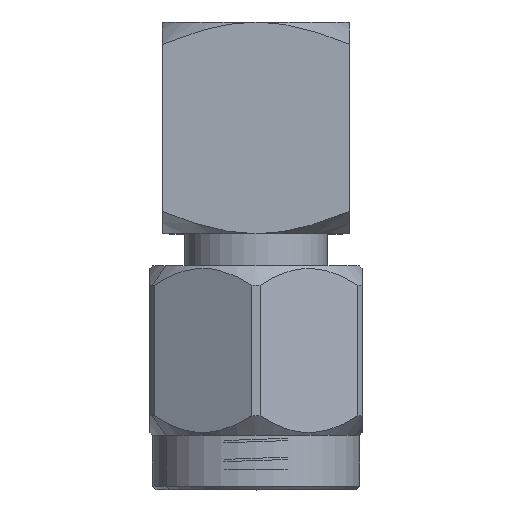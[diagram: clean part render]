
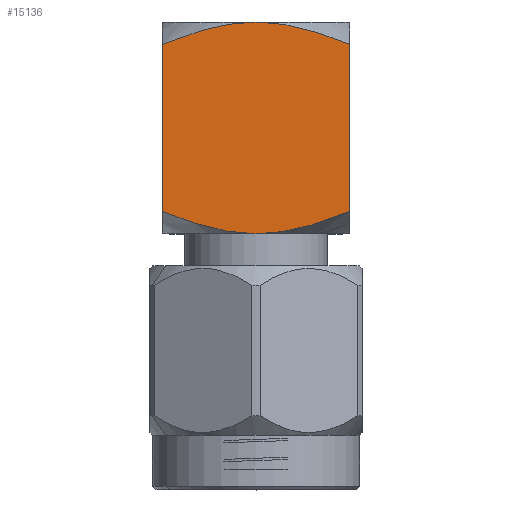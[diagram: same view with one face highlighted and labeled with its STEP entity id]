
A CAD part, top view. The second image highlights one B-rep face of the part: STEP entity #15136.
In plain terms, the highlighted face is planar.
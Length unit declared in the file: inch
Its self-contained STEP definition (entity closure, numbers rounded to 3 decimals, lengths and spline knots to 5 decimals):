
#30 = VECTOR ( 'NONE', #3608, 39.37008 ) ;
#152 = CARTESIAN_POINT ( 'NONE',  ( -0.1378, -0.17323, 0. ) ) ;
#229 = CARTESIAN_POINT ( 'NONE',  ( -0.1378, -0.14927, 0.11576 ) ) ;
#403 = ORIENTED_EDGE ( 'NONE', *, *, #10463, .F. ) ;
#905 = CARTESIAN_POINT ( 'NONE',  ( -0.1378, -0.17323, 0. ) ) ;
#1392 = VERTEX_POINT ( 'NONE', #16612 ) ;
#1489 = VERTEX_POINT ( 'NONE', #6972 ) ;
#1714 = CARTESIAN_POINT ( 'NONE',  ( -0.1378, 0.11481, 0.11576 ) ) ;
#1731 = EDGE_CURVE ( 'NONE', #7639, #1392, #7427, .T. ) ;
#1969 = CARTESIAN_POINT ( 'NONE',  ( -0.1378, 0.13877, 0.0239 ) ) ;
#2002 = EDGE_LOOP ( 'NONE', ( #11452, #3372, #12491, #6740, #8300, #403 ) ) ;
#2118 = CARTESIAN_POINT ( 'NONE',  ( -0.1378, 0.12297, -0.09331 ) ) ;
#2218 = CARTESIAN_POINT ( 'NONE',  ( -0.1378, 0.13446, -0.04737 ) ) ;
#2343 = CARTESIAN_POINT ( 'NONE',  ( -0.1378, -0.17231, -0.02387 ) ) ;
#2533 = AXIS2_PLACEMENT_3D ( 'NONE', #8450, #12152, #12233 ) ;
#2607 = CARTESIAN_POINT ( 'NONE',  ( -0.1378, -0.16952, 0.04722 ) ) ;
#2612 = B_SPLINE_CURVE_WITH_KNOTS ( 'NONE', 3,
 ( #13748, #14941, #2118, #8507, #2218, #7344, #13657, #4802 ),
 .UNSPECIFIED., .F., .F.,
 ( 4, 2, 2, 4 ),
 ( 0.00392, 0.00573, 0.00663, 0.00753 ),
 .UNSPECIFIED. ) ;
#2852 = CARTESIAN_POINT ( 'NONE',  ( -0.1378, -0.14028, 0.1378 ) ) ;
#3372 = ORIENTED_EDGE ( 'NONE', *, *, #6616, .F. ) ;
#3608 = DIRECTION ( 'NONE',  ( 0., -1., 0. ) ) ;
#3691 = B_SPLINE_CURVE_WITH_KNOTS ( 'NONE', 3,
 ( #905, #14990, #2343, #8803, #12599, #5012, #11175, #16510 ),
 .UNSPECIFIED., .F., .F.,
 ( 4, 2, 2, 4 ),
 ( 0.01271, 0.0136, 0.0145, 0.01629 ),
 .UNSPECIFIED. ) ;
#4105 = CARTESIAN_POINT ( 'NONE',  ( -0.1378, -0.14028, 0.1378 ) ) ;
#4802 = CARTESIAN_POINT ( 'NONE',  ( -0.1378, 0.13877, 0. ) ) ;
#5012 = CARTESIAN_POINT ( 'NONE',  ( -0.1378, -0.15743, -0.09331 ) ) ;
#5745 = EDGE_CURVE ( 'NONE', #14580, #7639, #2612, .T. ) ;
#5753 = CARTESIAN_POINT ( 'NONE',  ( -0.1378, 0.13506, 0.04722 ) ) ;
#6097 = LINE ( 'NONE', #16394, #10737 ) ;
#6101 = CARTESIAN_POINT ( 'NONE',  ( -0.1378, 0.13877, 0. ) ) ;
#6528 = EDGE_CURVE ( 'NONE', #8258, #6538, #9594, .T. ) ;
#6538 = VERTEX_POINT ( 'NONE', #152 ) ;
#6616 = EDGE_CURVE ( 'NONE', #1392, #8258, #13791, .T. ) ;
#6740 = ORIENTED_EDGE ( 'NONE', *, *, #5745, .F. ) ;
#6972 = CARTESIAN_POINT ( 'NONE',  ( -0.1378, -0.14028, -0.1378 ) ) ;
#7030 = FACE_OUTER_BOUND ( 'NONE', #2002, .T. ) ;
#7344 = CARTESIAN_POINT ( 'NONE',  ( -0.1378, 0.13785, -0.02387 ) ) ;
#7427 = B_SPLINE_CURVE_WITH_KNOTS ( 'NONE', 3,
 ( #8014, #1969, #5753, #9613, #1714, #13328 ),
 .UNSPECIFIED., .F., .F.,
 ( 4, 2, 4 ),
 ( 0.00753, 0.00936, 0.01119 ),
 .UNSPECIFIED. ) ;
#7639 = VERTEX_POINT ( 'NONE', #6101 ) ;
#7805 = CARTESIAN_POINT ( 'NONE',  ( -0.1378, -0.17323, 0.0239 ) ) ;
#8014 = CARTESIAN_POINT ( 'NONE',  ( -0.1378, 0.13877, 0. ) ) ;
#8258 = VERTEX_POINT ( 'NONE', #4105 ) ;
#8300 = ORIENTED_EDGE ( 'NONE', *, *, #11771, .T. ) ;
#8450 = CARTESIAN_POINT ( 'NONE',  ( -0.1378, 0.13877, 0.1378 ) ) ;
#8507 = CARTESIAN_POINT ( 'NONE',  ( -0.1378, 0.132, -0.05895 ) ) ;
#8803 = CARTESIAN_POINT ( 'NONE',  ( -0.1378, -0.16892, -0.04737 ) ) ;
#9594 = B_SPLINE_CURVE_WITH_KNOTS ( 'NONE', 3,
 ( #2852, #229, #10498, #2607, #7805, #15417 ),
 .UNSPECIFIED., .F., .F.,
 ( 4, 2, 4 ),
 ( 0.00909, 0.0109, 0.01271 ),
 .UNSPECIFIED. ) ;
#9613 = CARTESIAN_POINT ( 'NONE',  ( -0.1378, 0.12303, 0.09313 ) ) ;
#10463 = EDGE_CURVE ( 'NONE', #6538, #1489, #3691, .T. ) ;
#10498 = CARTESIAN_POINT ( 'NONE',  ( -0.1378, -0.15749, 0.09313 ) ) ;
#10737 = VECTOR ( 'NONE', #13923, 39.37008 ) ;
#11175 = CARTESIAN_POINT ( 'NONE',  ( -0.1378, -0.14926, -0.1158 ) ) ;
#11250 = CARTESIAN_POINT ( 'NONE',  ( -0.1378, 0.13877, 0.1378 ) ) ;
#11452 = ORIENTED_EDGE ( 'NONE', *, *, #6528, .F. ) ;
#11771 = EDGE_CURVE ( 'NONE', #14580, #1489, #6097, .T. ) ;
#12152 = DIRECTION ( 'NONE',  ( 1., 0., 0. ) ) ;
#12233 = DIRECTION ( 'NONE',  ( 0., 1., 0. ) ) ;
#12491 = ORIENTED_EDGE ( 'NONE', *, *, #1731, .F. ) ;
#12599 = CARTESIAN_POINT ( 'NONE',  ( -0.1378, -0.16646, -0.05895 ) ) ;
#13328 = CARTESIAN_POINT ( 'NONE',  ( -0.1378, 0.10582, 0.1378 ) ) ;
#13418 = PLANE ( 'NONE',  #2533 ) ;
#13657 = CARTESIAN_POINT ( 'NONE',  ( -0.1378, 0.13877, -0.01185 ) ) ;
#13748 = CARTESIAN_POINT ( 'NONE',  ( -0.1378, 0.10582, -0.1378 ) ) ;
#13791 = LINE ( 'NONE', #11250, #30 ) ;
#13923 = DIRECTION ( 'NONE',  ( 0., -1., 0. ) ) ;
#14580 = VERTEX_POINT ( 'NONE', #16679 ) ;
#14941 = CARTESIAN_POINT ( 'NONE',  ( -0.1378, 0.1148, -0.1158 ) ) ;
#14990 = CARTESIAN_POINT ( 'NONE',  ( -0.1378, -0.17323, -0.01185 ) ) ;
#15136 = ADVANCED_FACE ( 'NONE', ( #7030 ), #13418, .F. ) ;
#15417 = CARTESIAN_POINT ( 'NONE',  ( -0.1378, -0.17323, 0. ) ) ;
#16394 = CARTESIAN_POINT ( 'NONE',  ( -0.1378, 0.13877, -0.1378 ) ) ;
#16510 = CARTESIAN_POINT ( 'NONE',  ( -0.1378, -0.14028, -0.1378 ) ) ;
#16612 = CARTESIAN_POINT ( 'NONE',  ( -0.1378, 0.10582, 0.1378 ) ) ;
#16679 = CARTESIAN_POINT ( 'NONE',  ( -0.1378, 0.10582, -0.1378 ) ) ;
